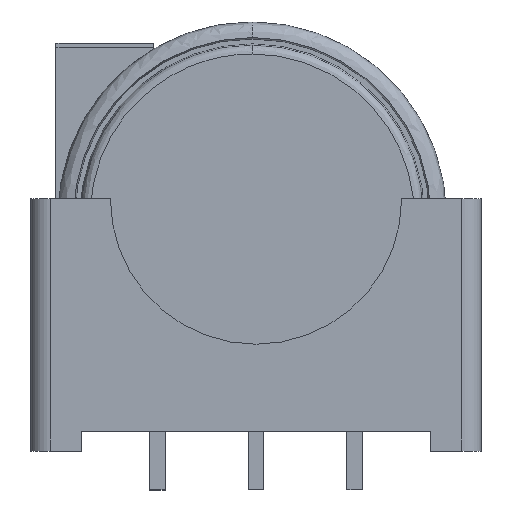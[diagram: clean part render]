
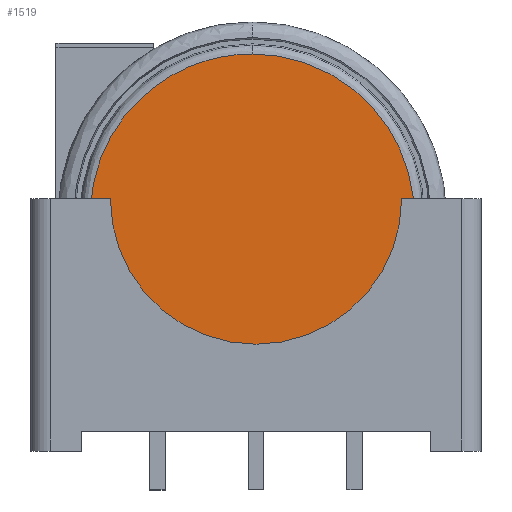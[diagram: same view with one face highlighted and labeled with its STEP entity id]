
A CAD part, top view. The second image highlights one B-rep face of the part: STEP entity #1519.
In plain terms, the highlighted face is planar.
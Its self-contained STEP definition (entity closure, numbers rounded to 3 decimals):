
#144 = DIRECTION ( 'NONE',  ( 0., 0., 1. ) ) ;
#145 = DIRECTION ( 'NONE',  ( 0., 1., 0. ) ) ;
#147 = CARTESIAN_POINT ( 'NONE',  ( 0., 3.2, 0. ) ) ;
#167 = PLANE ( 'NONE',  #1123 ) ;
#297 = VERTEX_POINT ( 'NONE', #1307 ) ;
#318 = CARTESIAN_POINT ( 'NONE',  ( 0., 3.2, 8.35 ) ) ;
#713 = ORIENTED_EDGE ( 'NONE', *, *, #1991, .F. ) ;
#904 = CARTESIAN_POINT ( 'NONE',  ( 16.7, 3.2, 8.35 ) ) ;
#1123 = AXIS2_PLACEMENT_3D ( 'NONE', #147, #145, #144 ) ;
#1297 = ORIENTED_EDGE ( 'NONE', *, *, #1900, .F. ) ;
#1307 = CARTESIAN_POINT ( 'NONE',  ( 0., 3.2, 8.35 ) ) ;
#1388 = EDGE_LOOP ( 'NONE', ( #713, #1297 ) ) ;
#1472 =( BOUNDED_CURVE ( )  B_SPLINE_CURVE ( 3, ( #2238, #2437, #2324, #2412 ),
 .UNSPECIFIED., .F., .T. ) 
 B_SPLINE_CURVE_WITH_KNOTS ( ( 4, 4 ),
 ( 0., 1. ),
 .UNSPECIFIED. ) 
 CURVE ( )  GEOMETRIC_REPRESENTATION_ITEM ( )  RATIONAL_B_SPLINE_CURVE ( ( 1., 0.333, 0.333, 1. ) ) 
 REPRESENTATION_ITEM ( '' )  );
#1519 = ADVANCED_FACE ( 'NONE', ( #1773 ), #167, .T. ) ;
#1773 = FACE_OUTER_BOUND ( 'NONE', #1388, .T. ) ;
#1900 = EDGE_CURVE ( 'NONE', #297, #2299, #1472, .T. ) ;
#1991 = EDGE_CURVE ( 'NONE', #2299, #297, #2186, .T. ) ;
#2146 = CARTESIAN_POINT ( 'NONE',  ( 16.7, 3.2, -8.35 ) ) ;
#2186 =( BOUNDED_CURVE ( )  B_SPLINE_CURVE ( 3, ( #2650, #2146, #904, #318 ),
 .UNSPECIFIED., .F., .T. ) 
 B_SPLINE_CURVE_WITH_KNOTS ( ( 4, 4 ),
 ( 0., 1. ),
 .UNSPECIFIED. ) 
 CURVE ( )  GEOMETRIC_REPRESENTATION_ITEM ( )  RATIONAL_B_SPLINE_CURVE ( ( 1., 0.333, 0.333, 1. ) ) 
 REPRESENTATION_ITEM ( '' )  );
#2238 = CARTESIAN_POINT ( 'NONE',  ( 0., 3.2, 8.35 ) ) ;
#2299 = VERTEX_POINT ( 'NONE', #2600 ) ;
#2324 = CARTESIAN_POINT ( 'NONE',  ( -16.7, 3.2, -8.35 ) ) ;
#2412 = CARTESIAN_POINT ( 'NONE',  ( 0., 3.2, -8.35 ) ) ;
#2437 = CARTESIAN_POINT ( 'NONE',  ( -16.7, 3.2, 8.35 ) ) ;
#2600 = CARTESIAN_POINT ( 'NONE',  ( 0., 3.2, -8.35 ) ) ;
#2650 = CARTESIAN_POINT ( 'NONE',  ( 0., 3.2, -8.35 ) ) ;
